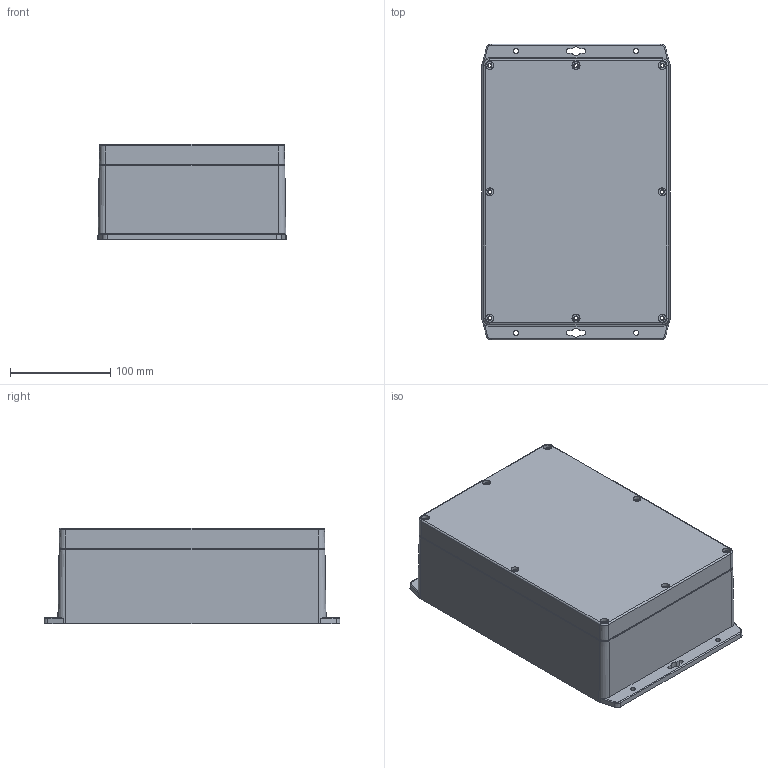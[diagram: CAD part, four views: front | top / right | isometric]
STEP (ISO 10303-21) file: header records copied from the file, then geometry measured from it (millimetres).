
FILE_DESCRIPTION (( 'STEP AP214' ), '1' );
FILE_NAME ('G238MF-IP67 G378MF-IP67.STEP', '2019-08-06T08:10:06', ( '' ), ( '' ), 'SwSTEP 2.0', 'SolidWorks 2014', '' );
FILE_SCHEMA (( 'AUTOMOTIVE_DESIGN' ));
Length unit declared in the file: millimetre
Products named in the file (4): G238-IP67 G378-IP67-GASKET; G238MF-IP67 G378MF-IP67-COVER; G238MF-IP67 G378MF-IP67-BASE; G238MF-IP67 G378MF-IP67
Assembly tree (3 placements, depth 2):
  G238MF-IP67 G378MF-IP67
    G238MF-IP67 G378MF-IP67-BASE
    G238MF-IP67 G378MF-IP67-COVER
    G238-IP67 G378-IP67-GASKET
Bounding box: 187.58 x 295 x 95 mm (x, y, z)
Volume: 696524.8 mm3; surface area: 421672.4 mm2
Topology: 3 solids, 3 shells, 780 faces, 2028 edges, 1350 vertices
Faces by surface type: cylinder 288, plane 274, cone 182, bspline 36
Entity records: 36321 total; most frequent: CARTESIAN_POINT 17400, ORIENTED_EDGE 4052, DIRECTION 3614, EDGE_CURVE 2026, VERTEX_POINT 1350, AXIS2_PLACEMENT_3D 1319, LINE 976, VECTOR 976
